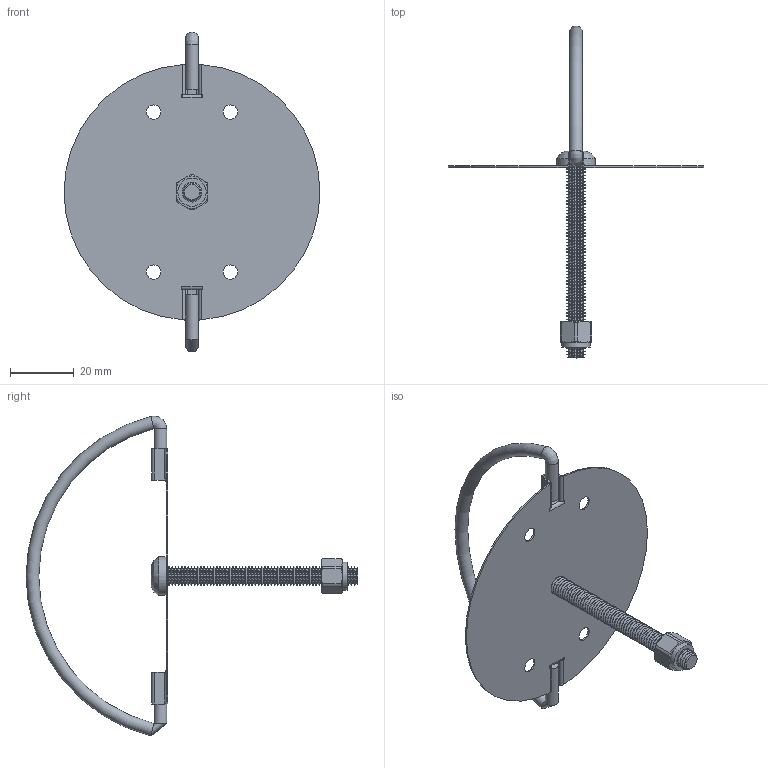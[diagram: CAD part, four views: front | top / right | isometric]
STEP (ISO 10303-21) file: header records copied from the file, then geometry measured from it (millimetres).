
FILE_DESCRIPTION((''),'2;1');
FILE_NAME('HRL-1-125.stp','2014-02-20T11:29:52',(''),(''),'Autodesk Inventor 2013','Autodesk Inventor 2013','');
FILE_SCHEMA(('AUTOMOTIVE_DESIGN { 1 2 10303 214 0 1 1 1 }'));
Length unit declared in the file: millimetre
Products named in the file (5): HRL-1-125; 999656; 999206; 999205; 999655
Assembly tree (4 placements, depth 2):
  HRL-1-125
    999656
    999206
    999205
    999655
Bounding box: 80 x 103.75 x 100 mm (x, y, z)
Volume: 6903.3 mm3; surface area: 15298.4 mm2
Topology: 4 solids, 4 shells, 414 faces, 1085 edges, 671 vertices
Faces by surface type: cone 148, cylinder 114, plane 74, torus 68, bspline 10
Full cylindrical faces by diameter (mm): 4 x2, 4.5 x4, 4.917 x6, 6 x59, 6.072 x1, 8.863 x1, 12 x1
Entity records: 9978 total; most frequent: CARTESIAN_POINT 1943, DIRECTION 1778, ORIENTED_EDGE 1220, AXIS2_PLACEMENT_3D 795, EDGE_LOOP 706, EDGE_CURVE 610, VERTEX_POINT 478, FACE_OUTER_BOUND 414
